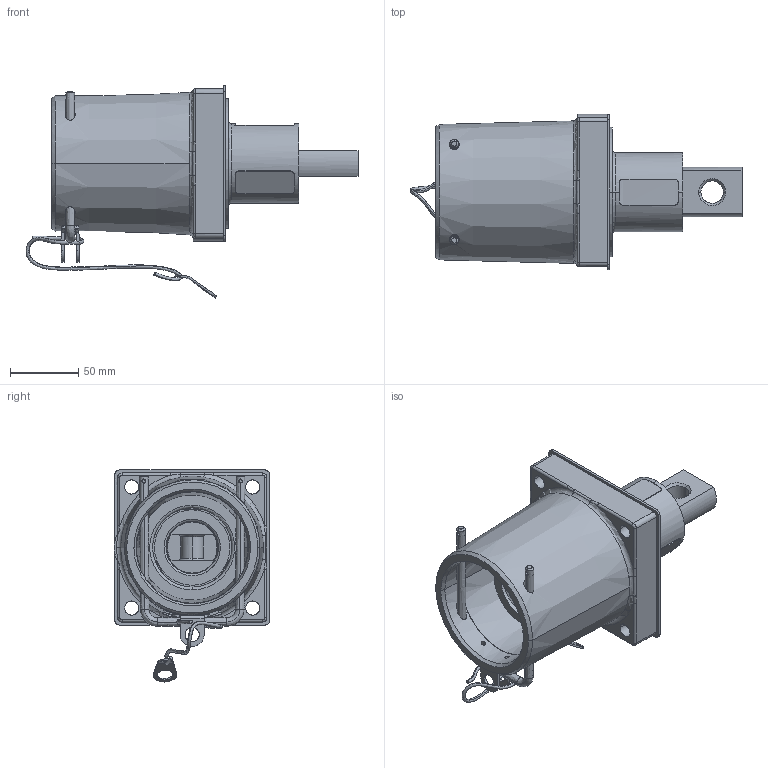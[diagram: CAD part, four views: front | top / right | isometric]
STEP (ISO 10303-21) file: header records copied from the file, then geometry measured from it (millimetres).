
FILE_DESCRIPTION (( 'STEP AP214' ), '1' );
FILE_NAME ('CATSTD-49MR1-0XE-M01.STEP', '2021-11-23T21:56:44', ( '' ), ( '' ), 'SwSTEP 2.0', 'SolidWorks 2020', '' );
FILE_SCHEMA (( 'AUTOMOTIVE_DESIGN' ));
Length unit declared in the file: inch
Products named in the file (1): CATSTD-49MR1-0XE-M01
Bounding box: 243.82 x 114.24 x 155.76 mm (x, y, z)
Surface area: 141806.7 mm2 (no closed solid volume)
Topology: 0 solids, 11 shells, 271 faces, 702 edges, 447 vertices
Faces by surface type: cylinder 109, plane 90, bspline 45, cone 18, torus 9
Entity records: 18653 total; most frequent: CARTESIAN_POINT 13360, ORIENTED_EDGE 1341, EDGE_CURVE 702, B_SPLINE_CURVE_WITH_KNOTS 687, DIRECTION 454, VERTEX_POINT 447, EDGE_LOOP 325, ADVANCED_FACE 271
